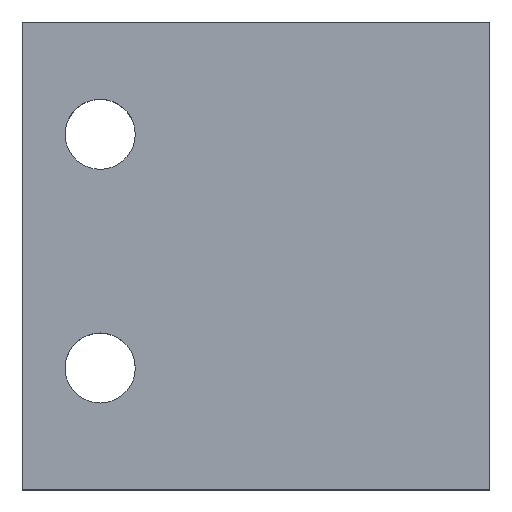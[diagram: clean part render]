
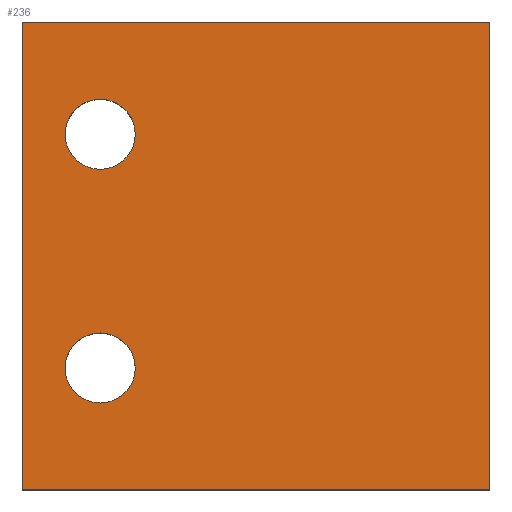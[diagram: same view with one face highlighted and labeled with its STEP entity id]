
A CAD part, top view. The second image highlights one B-rep face of the part: STEP entity #236.
In plain terms, the highlighted planar face has unit normal (0, 0, 1).
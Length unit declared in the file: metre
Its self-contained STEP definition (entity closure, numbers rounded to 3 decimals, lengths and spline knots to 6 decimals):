
#19=CIRCLE('',#267,0.00225);
#20=CIRCLE('',#268,0.00225);
#37=ORIENTED_EDGE('',*,*,#89,.F.);
#38=ORIENTED_EDGE('',*,*,#90,.F.);
#39=ORIENTED_EDGE('',*,*,#91,.F.);
#40=ORIENTED_EDGE('',*,*,#88,.F.);
#41=ORIENTED_EDGE('',*,*,#92,.T.);
#42=ORIENTED_EDGE('',*,*,#93,.T.);
#88=EDGE_CURVE('',#114,#111,#136,.T.);
#89=EDGE_CURVE('',#115,#115,#19,.T.);
#90=EDGE_CURVE('',#116,#116,#20,.T.);
#91=EDGE_CURVE('',#111,#117,#137,.T.);
#92=EDGE_CURVE('',#114,#118,#138,.T.);
#93=EDGE_CURVE('',#118,#117,#139,.T.);
#111=VERTEX_POINT('',#375);
#114=VERTEX_POINT('',#380);
#115=VERTEX_POINT('',#384);
#116=VERTEX_POINT('',#386);
#117=VERTEX_POINT('',#388);
#118=VERTEX_POINT('',#390);
#136=LINE('',#381,#148);
#137=LINE('',#387,#149);
#138=LINE('',#389,#150);
#139=LINE('',#391,#151);
#148=VECTOR('',#303,1.);
#149=VECTOR('',#310,1.);
#150=VECTOR('',#311,1.);
#151=VECTOR('',#312,1.);
#158=EDGE_LOOP('',(#37));
#159=EDGE_LOOP('',(#38));
#160=EDGE_LOOP('',(#39,#40,#41,#42));
#192=FACE_BOUND('',#158,.T.);
#193=FACE_BOUND('',#159,.T.);
#194=FACE_BOUND('',#160,.T.);
#226=PLANE('',#266);
#236=ADVANCED_FACE('',(#192,#193,#194),#226,.T.);
#266=AXIS2_PLACEMENT_3D('',#382,#304,#305);
#267=AXIS2_PLACEMENT_3D('',#383,#306,#307);
#268=AXIS2_PLACEMENT_3D('',#385,#308,#309);
#303=DIRECTION('',(0.,-1.,0.));
#304=DIRECTION('',(0.,0.,1.));
#305=DIRECTION('',(1.,0.,0.));
#306=DIRECTION('',(0.,0.,1.));
#307=DIRECTION('',(1.,0.,0.));
#308=DIRECTION('',(0.,0.,1.));
#309=DIRECTION('',(1.,0.,0.));
#310=DIRECTION('',(-1.,0.,0.));
#311=DIRECTION('',(-1.,0.,0.));
#312=DIRECTION('',(0.,-1.,0.));
#375=CARTESIAN_POINT('',(0.015,0.,0.01));
#380=CARTESIAN_POINT('',(0.015,0.03,0.01));
#381=CARTESIAN_POINT('',(0.015,0.03,0.01));
#382=CARTESIAN_POINT('',(0.,0.03,0.01));
#383=CARTESIAN_POINT('',(-0.01,0.007793,0.01));
#384=CARTESIAN_POINT('',(-0.00775,0.007793,0.01));
#385=CARTESIAN_POINT('',(-0.01,0.022793,0.01));
#386=CARTESIAN_POINT('',(-0.00775,0.022793,0.01));
#387=CARTESIAN_POINT('',(0.,0.,0.01));
#388=CARTESIAN_POINT('',(-0.015,0.,0.01));
#389=CARTESIAN_POINT('',(0.,0.03,0.01));
#390=CARTESIAN_POINT('',(-0.015,0.03,0.01));
#391=CARTESIAN_POINT('',(-0.015,0.03,0.01));
